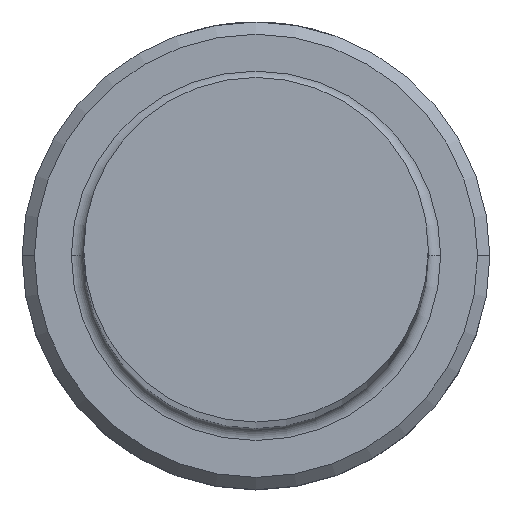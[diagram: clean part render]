
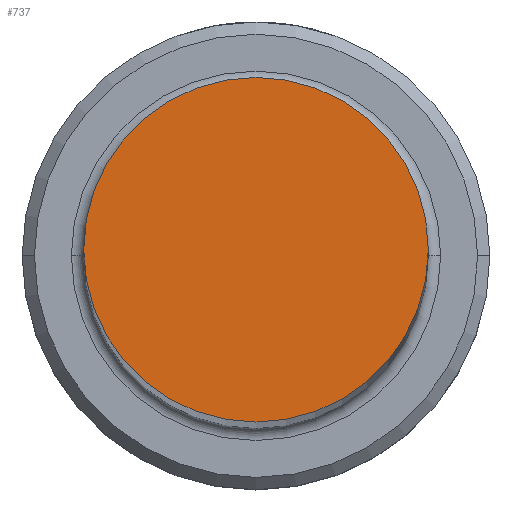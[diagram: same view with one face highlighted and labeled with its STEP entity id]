
A CAD part, top view. The second image highlights one B-rep face of the part: STEP entity #737.
In plain terms, the highlighted planar face has unit normal (0, 0, 1).
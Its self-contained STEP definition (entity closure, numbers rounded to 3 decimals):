
#6 = CIRCLE ( 'NONE', #942, 7. ) ;
#19 = CIRCLE ( 'NONE', #1075, 7. ) ;
#100 = EDGE_CURVE ( 'NONE', #158, #477, #19, .T. ) ;
#158 = VERTEX_POINT ( 'NONE', #1094 ) ;
#218 = DIRECTION ( 'NONE',  ( 1., 0., 0. ) ) ;
#297 = DIRECTION ( 'NONE',  ( 0., 0., 1. ) ) ;
#299 = CARTESIAN_POINT ( 'NONE',  ( 0., 0., 150. ) ) ;
#340 = PLANE ( 'NONE',  #388 ) ;
#388 = AXIS2_PLACEMENT_3D ( 'NONE', #722, #439, #1073 ) ;
#395 = ORIENTED_EDGE ( 'NONE', *, *, #963, .T. ) ;
#399 = FACE_OUTER_BOUND ( 'NONE', #934, .T. ) ;
#439 = DIRECTION ( 'NONE',  ( 0., 0., 1. ) ) ;
#477 = VERTEX_POINT ( 'NONE', #520 ) ;
#511 = CARTESIAN_POINT ( 'NONE',  ( 0., 0., 150. ) ) ;
#520 = CARTESIAN_POINT ( 'NONE',  ( 7., 0., 150. ) ) ;
#610 = DIRECTION ( 'NONE',  ( 1., 0., 0. ) ) ;
#722 = CARTESIAN_POINT ( 'NONE',  ( 0., 0., 150. ) ) ;
#737 = ADVANCED_FACE ( 'NONE', ( #399 ), #340, .T. ) ;
#934 = EDGE_LOOP ( 'NONE', ( #1195, #395 ) ) ;
#942 = AXIS2_PLACEMENT_3D ( 'NONE', #511, #1145, #610 ) ;
#963 = EDGE_CURVE ( 'NONE', #477, #158, #6, .T. ) ;
#1073 = DIRECTION ( 'NONE',  ( 1., 0., 0. ) ) ;
#1075 = AXIS2_PLACEMENT_3D ( 'NONE', #299, #297, #218 ) ;
#1094 = CARTESIAN_POINT ( 'NONE',  ( -7., 0., 150. ) ) ;
#1145 = DIRECTION ( 'NONE',  ( 0., 0., 1. ) ) ;
#1195 = ORIENTED_EDGE ( 'NONE', *, *, #100, .T. ) ;
